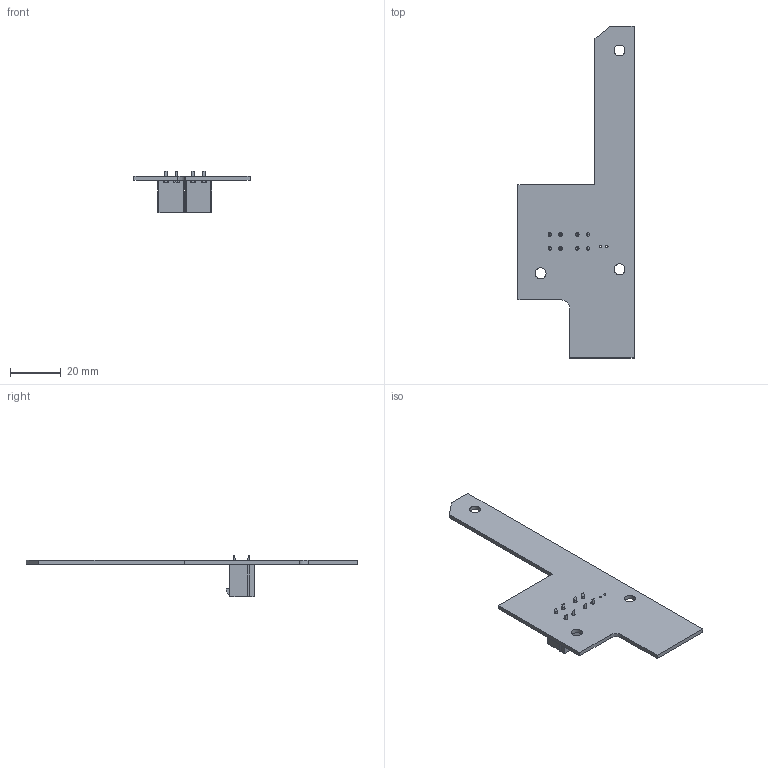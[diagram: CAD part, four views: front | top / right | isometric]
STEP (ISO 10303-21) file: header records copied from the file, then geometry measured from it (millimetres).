
FILE_DESCRIPTION(('KiCad electronic assembly'),'2;1');
FILE_NAME('GEN TIE PANEL.step','2023-01-09T12:58:49',('Pcbnew'),('Kicad' ),'Open CASCADE STEP processor 7.6','KiCad to STEP converter', 'Unknown');
FILE_SCHEMA(('AUTOMOTIVE_DESIGN { 1 0 10303 214 1 1 1 1 }'));
Length unit declared in the file: millimetre
Products named in the file (4): GEN TIE PANEL 1; Molex_Mini-Fit_Jr_5566-04A_2x02_P4.20mm_Vertical; SOLID; GEN TIE PANEL PCB
Assembly tree (4 placements, depth 3):
  GEN TIE PANEL 1
    Molex_Mini-Fit_Jr_5566-04A_2x02_P4.20mm_Vertical  x2
      SOLID
    GEN TIE PANEL PCB
Bounding box: 45.72 x 130.81 x 16.3 mm (x, y, z)
Volume: 7164.4 mm3; surface area: 10561.3 mm2
Topology: 3 solids, 3 shells, 283 faces, 755 edges, 502 vertices
Faces by surface type: plane 267, cylinder 16
Full cylindrical faces by diameter (mm): 0.9 x2, 1.4 x8, 4.3 x3
Entity records: 10230 total; most frequent: CARTESIAN_POINT 1675, DIRECTION 1583, LINE 1176, VECTOR 1176, ORIENTED_EDGE 824, PCURVE 824, DEFINITIONAL_REPRESENTATION 824, EDGE_CURVE 412
